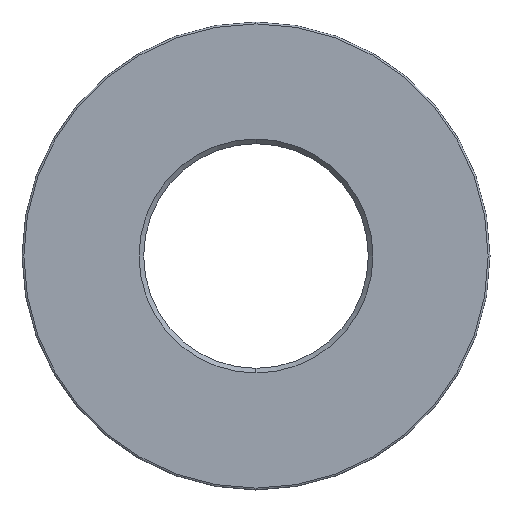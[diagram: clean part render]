
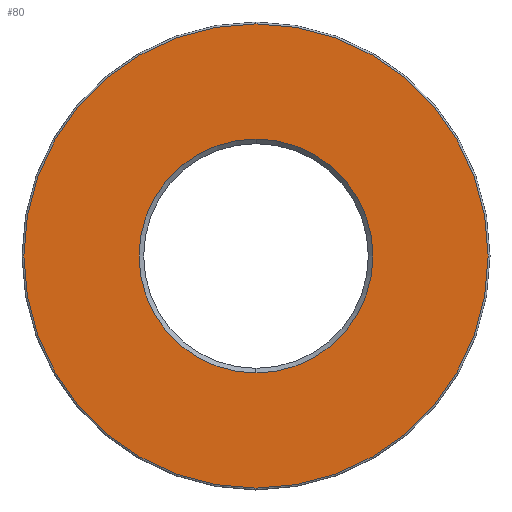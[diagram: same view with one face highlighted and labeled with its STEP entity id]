
A CAD part, left-side view. The second image highlights one B-rep face of the part: STEP entity #80.
In plain terms, the highlighted planar face has unit normal (-1, 0, 0).
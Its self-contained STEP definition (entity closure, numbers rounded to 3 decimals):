
#11 = AXIS2_PLACEMENT_3D ( 'NONE', #813, #803, #483 ) ;
#33 = AXIS2_PLACEMENT_3D ( 'NONE', #420, #431, #678 ) ;
#80 = ADVANCED_FACE ( 'NONE', ( #763, #687 ), #358, .F. ) ;
#89 = CIRCLE ( 'NONE', #535, 24.8 ) ;
#138 = EDGE_CURVE ( 'NONE', #860, #168, #89, .T. ) ;
#168 = VERTEX_POINT ( 'NONE', #889 ) ;
#194 = DIRECTION ( 'NONE',  ( -1., 0., 0. ) ) ;
#223 = ORIENTED_EDGE ( 'NONE', *, *, #1015, .T. ) ;
#245 = CARTESIAN_POINT ( 'NONE',  ( 0., 0., 12.5 ) ) ;
#246 = CARTESIAN_POINT ( 'NONE',  ( 0., 0., 0. ) ) ;
#270 = DIRECTION ( 'NONE',  ( 1., 0., 0. ) ) ;
#302 = EDGE_CURVE ( 'NONE', #829, #819, #780, .T. ) ;
#308 = CIRCLE ( 'NONE', #33, 12.5 ) ;
#327 = DIRECTION ( 'NONE',  ( -1., 0., 0. ) ) ;
#358 = PLANE ( 'NONE',  #422 ) ;
#420 = CARTESIAN_POINT ( 'NONE',  ( 0., 0., 0. ) ) ;
#422 = AXIS2_PLACEMENT_3D ( 'NONE', #939, #270, #1018 ) ;
#431 = DIRECTION ( 'NONE',  ( 1., 0., 0. ) ) ;
#446 = DIRECTION ( 'NONE',  ( 0., 0., -1. ) ) ;
#483 = DIRECTION ( 'NONE',  ( 0., 0., -1. ) ) ;
#484 = ORIENTED_EDGE ( 'NONE', *, *, #302, .T. ) ;
#535 = AXIS2_PLACEMENT_3D ( 'NONE', #861, #194, #446 ) ;
#667 = ORIENTED_EDGE ( 'NONE', *, *, #1004, .T. ) ;
#678 = DIRECTION ( 'NONE',  ( 0., 0., -1. ) ) ;
#682 = ORIENTED_EDGE ( 'NONE', *, *, #138, .T. ) ;
#687 = FACE_BOUND ( 'NONE', #951, .T. ) ;
#763 = FACE_OUTER_BOUND ( 'NONE', #864, .T. ) ;
#774 = CARTESIAN_POINT ( 'NONE',  ( 0., 0., -12.5 ) ) ;
#780 = CIRCLE ( 'NONE', #11, 12.5 ) ;
#803 = DIRECTION ( 'NONE',  ( 1., 0., 0. ) ) ;
#813 = CARTESIAN_POINT ( 'NONE',  ( 0., 0., 0. ) ) ;
#819 = VERTEX_POINT ( 'NONE', #774 ) ;
#829 = VERTEX_POINT ( 'NONE', #245 ) ;
#836 = AXIS2_PLACEMENT_3D ( 'NONE', #246, #327, #917 ) ;
#860 = VERTEX_POINT ( 'NONE', #906 ) ;
#861 = CARTESIAN_POINT ( 'NONE',  ( 0., 0., 0. ) ) ;
#864 = EDGE_LOOP ( 'NONE', ( #682, #223 ) ) ;
#889 = CARTESIAN_POINT ( 'NONE',  ( 0., 0., 24.8 ) ) ;
#906 = CARTESIAN_POINT ( 'NONE',  ( 0., 0., -24.8 ) ) ;
#917 = DIRECTION ( 'NONE',  ( 0., 0., -1. ) ) ;
#939 = CARTESIAN_POINT ( 'NONE',  ( 0., 12., 0. ) ) ;
#951 = EDGE_LOOP ( 'NONE', ( #484, #667 ) ) ;
#1004 = EDGE_CURVE ( 'NONE', #819, #829, #308, .T. ) ;
#1015 = EDGE_CURVE ( 'NONE', #168, #860, #1050, .T. ) ;
#1018 = DIRECTION ( 'NONE',  ( 0., 0., -1. ) ) ;
#1050 = CIRCLE ( 'NONE', #836, 24.8 ) ;
